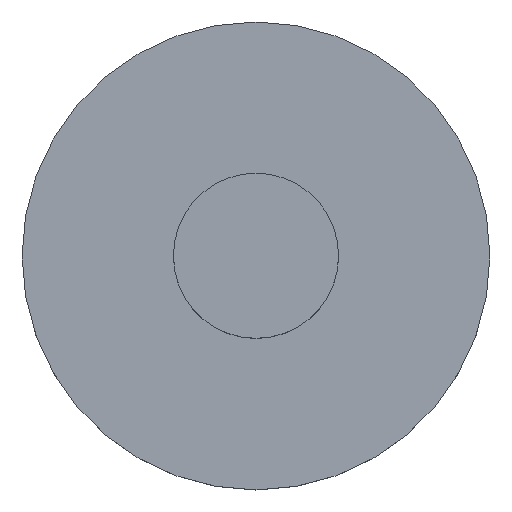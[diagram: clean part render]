
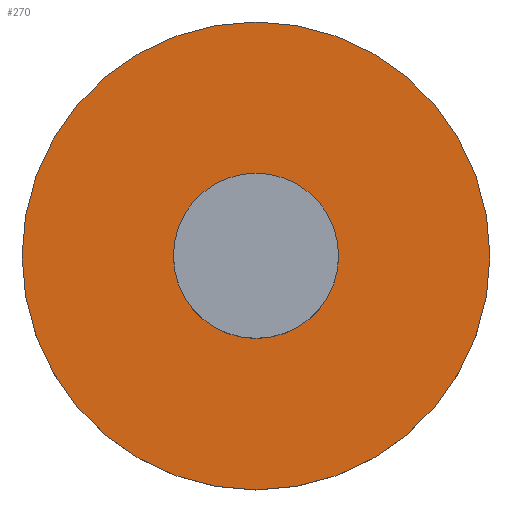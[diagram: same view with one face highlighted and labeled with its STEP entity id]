
A CAD part, top view. The second image highlights one B-rep face of the part: STEP entity #270.
In plain terms, the highlighted planar face has unit normal (0, 0, 1).
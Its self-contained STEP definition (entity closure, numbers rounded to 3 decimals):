
#2 = VERTEX_POINT ( 'NONE', #183 ) ;
#9 = EDGE_CURVE ( 'NONE', #146, #203, #206, .T. ) ;
#10 = CARTESIAN_POINT ( 'NONE',  ( 30., 0., 20. ) ) ;
#45 = ORIENTED_EDGE ( 'NONE', *, *, #69, .F. ) ;
#55 = DIRECTION ( 'NONE',  ( 0., 0., 1. ) ) ;
#69 = EDGE_CURVE ( 'NONE', #203, #146, #205, .T. ) ;
#73 = DIRECTION ( 'NONE',  ( 1., 0., 0. ) ) ;
#76 = DIRECTION ( 'NONE',  ( 0., 0., 1. ) ) ;
#86 = DIRECTION ( 'NONE',  ( 0., 0., 1. ) ) ;
#102 = DIRECTION ( 'NONE',  ( 1., 0., 0. ) ) ;
#105 = EDGE_CURVE ( 'NONE', #284, #2, #291, .T. ) ;
#116 = FACE_BOUND ( 'NONE', #174, .T. ) ;
#129 = DIRECTION ( 'NONE',  ( 1., 0., 0. ) ) ;
#130 = AXIS2_PLACEMENT_3D ( 'NONE', #211, #246, #102 ) ;
#146 = VERTEX_POINT ( 'NONE', #10 ) ;
#149 = ORIENTED_EDGE ( 'NONE', *, *, #105, .T. ) ;
#171 = ORIENTED_EDGE ( 'NONE', *, *, #9, .F. ) ;
#174 = EDGE_LOOP ( 'NONE', ( #45, #171 ) ) ;
#177 = CARTESIAN_POINT ( 'NONE',  ( 0., 0., 20. ) ) ;
#178 = CIRCLE ( 'NONE', #213, 85. ) ;
#179 = CARTESIAN_POINT ( 'NONE',  ( 0., 0., 20. ) ) ;
#182 = CARTESIAN_POINT ( 'NONE',  ( 0., 0., 20. ) ) ;
#183 = CARTESIAN_POINT ( 'NONE',  ( -85., 0., 20. ) ) ;
#197 = AXIS2_PLACEMENT_3D ( 'NONE', #182, #86, #225 ) ;
#203 = VERTEX_POINT ( 'NONE', #273 ) ;
#205 = CIRCLE ( 'NONE', #301, 30. ) ;
#206 = CIRCLE ( 'NONE', #130, 30. ) ;
#211 = CARTESIAN_POINT ( 'NONE',  ( 0., 0., 20. ) ) ;
#212 = FACE_OUTER_BOUND ( 'NONE', #341, .T. ) ;
#213 = AXIS2_PLACEMENT_3D ( 'NONE', #338, #76, #73 ) ;
#225 = DIRECTION ( 'NONE',  ( 1., 0., 0. ) ) ;
#230 = CARTESIAN_POINT ( 'NONE',  ( 85., 0., 20. ) ) ;
#245 = ORIENTED_EDGE ( 'NONE', *, *, #293, .T. ) ;
#246 = DIRECTION ( 'NONE',  ( 0., 0., 1. ) ) ;
#270 = ADVANCED_FACE ( 'NONE', ( #212, #116 ), #324, .T. ) ;
#273 = CARTESIAN_POINT ( 'NONE',  ( -30., 0., 20. ) ) ;
#284 = VERTEX_POINT ( 'NONE', #230 ) ;
#291 = CIRCLE ( 'NONE', #197, 85. ) ;
#293 = EDGE_CURVE ( 'NONE', #2, #284, #178, .T. ) ;
#301 = AXIS2_PLACEMENT_3D ( 'NONE', #179, #55, #129 ) ;
#316 = DIRECTION ( 'NONE',  ( 0., 0., 1. ) ) ;
#318 = DIRECTION ( 'NONE',  ( 1., 0., 0. ) ) ;
#324 = PLANE ( 'NONE',  #340 ) ;
#338 = CARTESIAN_POINT ( 'NONE',  ( 0., 0., 20. ) ) ;
#340 = AXIS2_PLACEMENT_3D ( 'NONE', #177, #316, #318 ) ;
#341 = EDGE_LOOP ( 'NONE', ( #245, #149 ) ) ;
